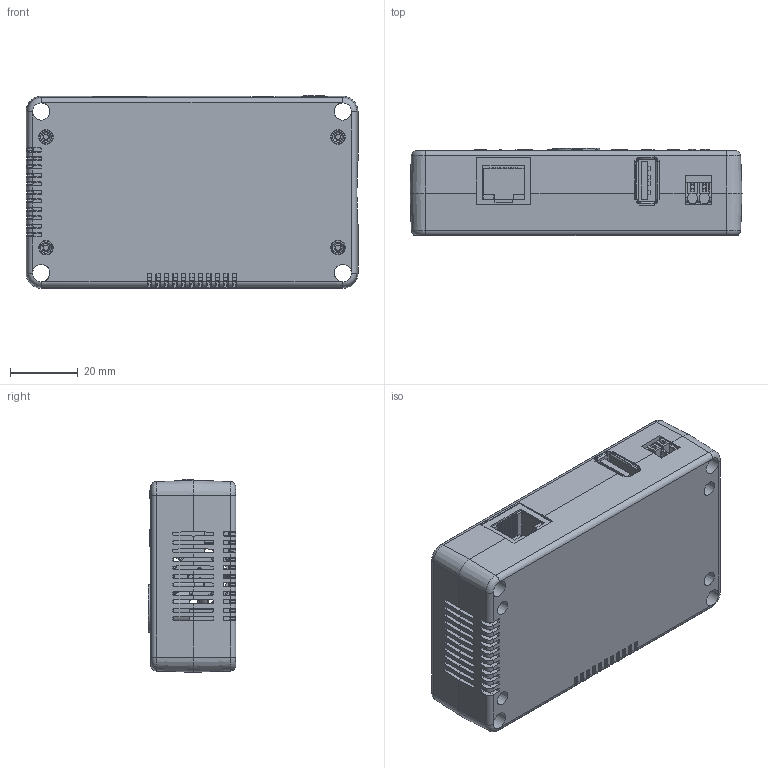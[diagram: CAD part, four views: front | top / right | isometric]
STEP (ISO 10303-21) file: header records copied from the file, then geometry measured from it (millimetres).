
FILE_DESCRIPTION(/* description */ ('','CAx-IF Rec.Pracs.---Representation and Presentation of Product Manufacturing Information (PMI)---3.8---2014-02-18'),/* implementation_level */ '2;1');
FILE_NAME(/* name */ 'LimelightCAD2STEPSimp4.stp',/* time_stamp */ '2019-01-02T21:48:13-08:00',/* author */ ('Brandon'),/* organization */ (''),/* preprocessor_version */ 'ST-DEVELOPER v16.13',/* originating_system */ 'Autodesk Inventor 2018',/* authorisation */ '');
FILE_SCHEMA (('AP242_MANAGED_MODEL_BASED_3D_ENGINEERING_MIM_LF { 1 0 10303 442 1 1 4 }'));
Length unit declared in the file: inch
Products named in the file (1): LimelightV2_Assembly_Shrinkwrap_1
Bounding box: 97.88 x 25.76 x 57.01 mm (x, y, z)
Volume: 39672.1 mm3; surface area: 53746.6 mm2
Topology: 12 solids, 12 shells, 2621 faces, 6972 edges, 4381 vertices
Faces by surface type: plane 1244, cylinder 768, bspline 337, torus 121, cone 92, sphere 59
Full cylindrical faces by diameter (mm): 0.8 x8, 0.94 x4, 1 x2, 1.2 x2, 1.6 x8, 2.25 x3, 2.4 x4, 2.8 x2, 2.921 x2, 3.429 x2, 3.505 x1, 5.105 x8, 7.9 x1, 11.9 x1, 14 x1, 14.1 x1, 18 x1
Entity records: 92829 total; most frequent: CARTESIAN_POINT 25805, ORIENTED_EDGE 13522, DIRECTION 13205, EDGE_CURVE 6761, AXIS2_PLACEMENT_3D 4655, VERTEX_POINT 4339, LINE 3903, VECTOR 3903
